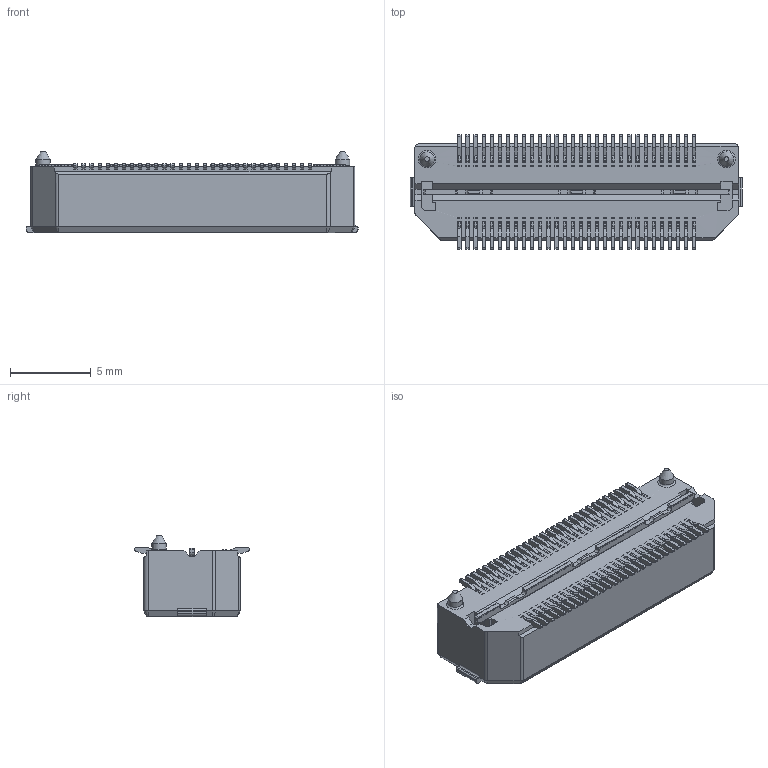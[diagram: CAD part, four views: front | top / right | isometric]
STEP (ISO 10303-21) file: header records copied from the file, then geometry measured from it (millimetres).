
FILE_DESCRIPTION( ('This file contains a STEP AP42 implementation' ,'as created by ZW3D STEP Interface translator.') ,'2;1' );
FILE_NAME( '37203-PMXXX-XXXXXX01.stp' ,'231220.1530 7', (''), ('ZWCAD Software Co.'), 'Version 1.0', 'ZW3D to STEP translator', '' );
FILE_SCHEMA(('AUTOMOTIVE_DESIGN { 1 0 10303 214 1 1 1 1 }'));
Length unit declared in the file: millimetre
Products named in the file (2): 0; 37203-PMXXX-XXXXXX01
Bounding box: 20.5 x 7.1 x 5.01 mm (x, y, z)
Surface area: 1131.2 mm2 (no closed solid volume)
Topology: 0 solids, 1 shells, 3877 faces, 11018 edges, 7190 vertices
Faces by surface type: plane 2983, cylinder 884, cone 8, torus 2
Full cylindrical faces by diameter (mm): 0.89 x2
Entity records: 129207 total; most frequent: CARTESIAN_POINT 23171, ORIENTED_EDGE 22424, DIRECTION 20021, EDGE_CURVE 11011, VECTOR 9109, LINE 9109, VERTEX_POINT 7190, AXIS2_PLACEMENT_3D 5456
